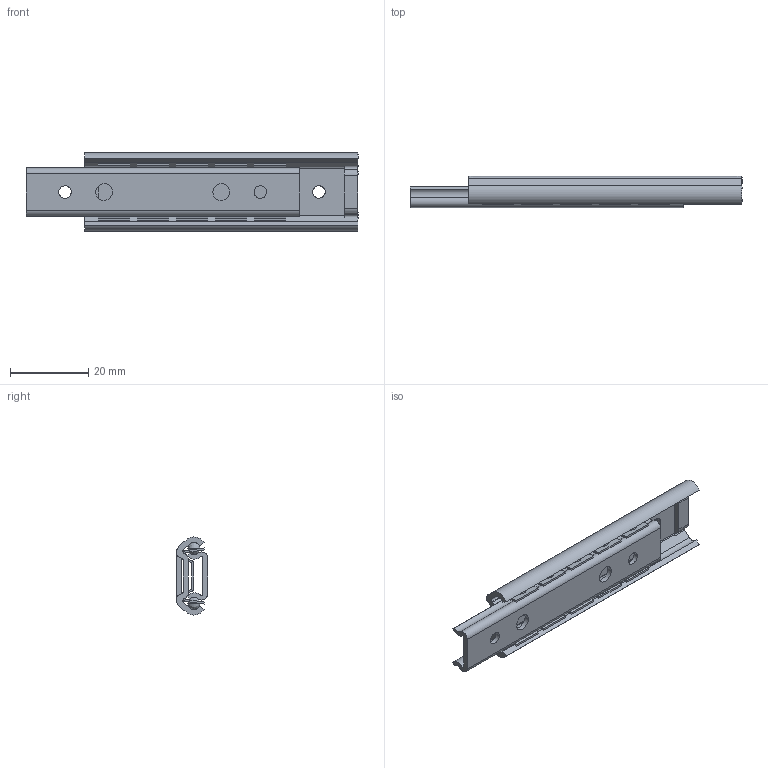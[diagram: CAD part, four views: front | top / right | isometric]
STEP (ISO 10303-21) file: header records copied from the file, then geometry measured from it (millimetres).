
FILE_DESCRIPTION((''),'2;1');
FILE_NAME('','2005-12-14T16:52:00',(''),(''),'','CADfix','');
FILE_SCHEMA(('AUTOMOTIVE_DESIGN'));
Length unit declared in the file: millimetre
Products named in the file (5): ball; retainer; member_B; member_A; TM_232_1_5492_36
Assembly tree (13 placements, depth 2):
  TM_232_1_5492_36
    ball  x10
    retainer
    member_B
    member_A
Bounding box: 85 x 8 x 20 mm (x, y, z)
Volume: 4900.2 mm3; surface area: 9686.8 mm2
Topology: 13 solids, 13 shells, 200 faces, 606 edges, 428 vertices
Faces by surface type: bspline 200
Entity records: 7031 total; most frequent: CARTESIAN_POINT 3609, ORIENTED_EDGE 1176, EDGE_CURVE 588, VERTEX_POINT 410, QUASI_UNIFORM_CURVE 298, EDGE_LOOP 218, FACE_OUTER_BOUND 182, ADVANCED_FACE 182
